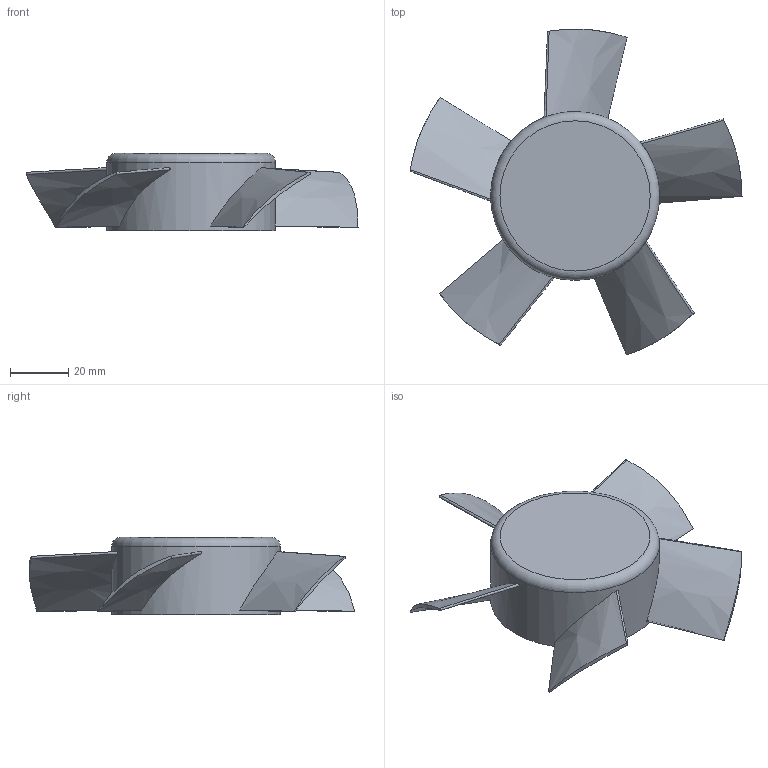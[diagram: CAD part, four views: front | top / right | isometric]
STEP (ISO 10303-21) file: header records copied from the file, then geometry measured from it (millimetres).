
FILE_DESCRIPTION(/* description */ (''),/* implementation_level */ '2;1');
FILE_NAME(/* name */ 'fan.ipt.step',/* time_stamp */ '2014-01-01T17:32:08-08:00',/* author */ ('Administrator'),/* organization */ (''),/* preprocessor_version */ 'ST-DEVELOPER v15.2',/* originating_system */ 'Autodesk Inventor 2014',/* authorisation */ '');
FILE_SCHEMA (('AUTOMOTIVE_DESIGN { 1 0 10303 214 3 1 1 }'));
Length unit declared in the file: inch
Products named in the file (1): fan
Bounding box: 113.67 x 111.53 x 26.42 mm (x, y, z)
Volume: 20302.9 mm3; surface area: 22757.4 mm2
Topology: 1 solids, 1 shells, 31 faces, 71 edges, 47 vertices
Faces by surface type: bspline 20, cylinder 7, plane 3, torus 1
Full cylindrical faces by diameter (mm): 55.245 x1, 57.785 x1
Entity records: 1722 total; most frequent: CARTESIAN_POINT 1197, ORIENTED_EDGE 130, EDGE_CURVE 65, B_SPLINE_CURVE_WITH_KNOTS 60, VERTEX_POINT 45, EDGE_LOOP 40, DIRECTION 34, ADVANCED_FACE 31
